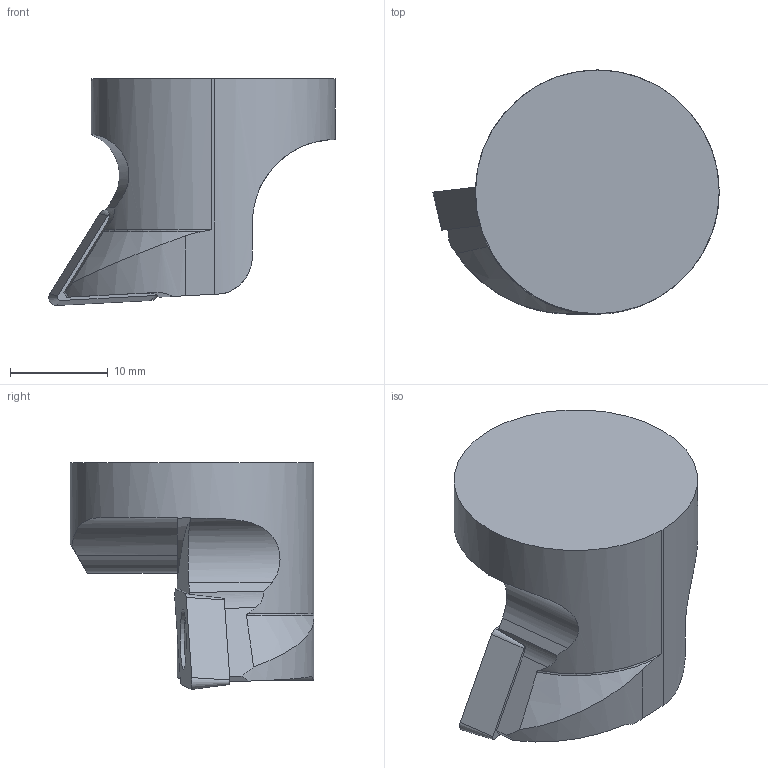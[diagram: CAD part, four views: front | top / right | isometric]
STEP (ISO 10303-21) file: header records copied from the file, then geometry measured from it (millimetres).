
FILE_DESCRIPTION(/* description */ (''),/* implementation_level */ '2;1');
FILE_NAME(/* name */ '1558419531549.stp',/* time_stamp */ '2019-05-21T11:49:06+05:00',/* author */ (''),/* organization */ ('SMS'),/* preprocessor_version */ 'ST-DEVELOPER v15',/* originating_system */ 'SIEMENS PLM Software NX 8.5',/* authorisation */ '');
FILE_SCHEMA (('AUTOMOTIVE_DESIGN { 1 0 10303 214 3 1 1 1 }'));
Length unit declared in the file: millimetre
Products named in the file (4): IsoTurningInsert; ASSEMBLY_CONSTRUCTION; 201792820mod000_00; 201792819mod000_00
Assembly tree (3 placements, depth 2):
  201792819mod000_00
    201792820mod000_00
    ASSEMBLY_CONSTRUCTION
    IsoTurningInsert
Bounding box: 29.37 x 25 x 23.27 mm (x, y, z)
Volume: 6693.5 mm3; surface area: 2833.3 mm2
Topology: 2 solids, 2 shells, 53 faces, 143 edges, 101 vertices
Faces by surface type: plane 25, cylinder 13, cone 10, torus 5
Full cylindrical faces by diameter (mm): 4.4 x2
Entity records: 1935 total; most frequent: CARTESIAN_POINT 463, DIRECTION 296, ORIENTED_EDGE 260, EDGE_CURVE 130, AXIS2_PLACEMENT_3D 118, VERTEX_POINT 90, EDGE_LOOP 64, LINE 60
